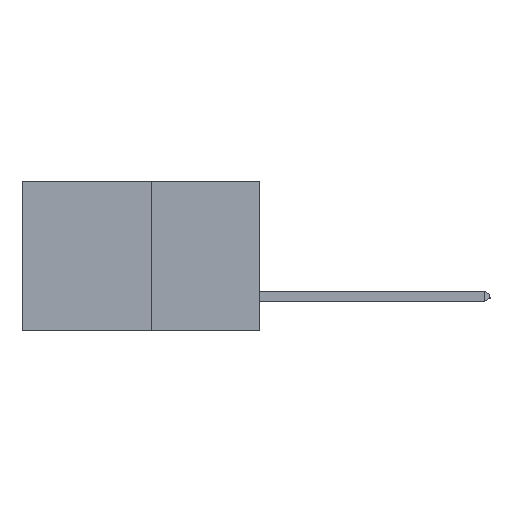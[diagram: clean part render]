
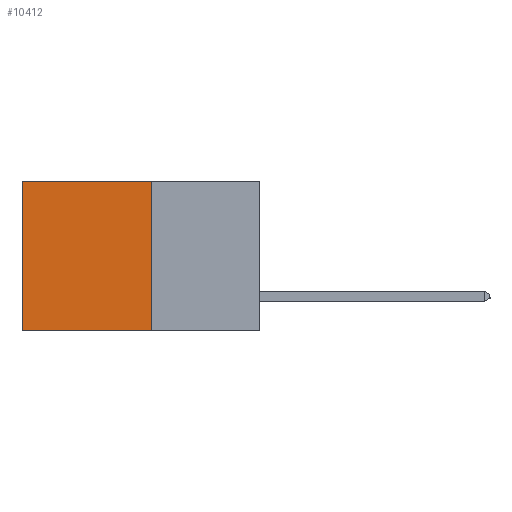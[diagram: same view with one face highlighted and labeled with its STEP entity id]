
A CAD part, left-side view. The second image highlights one B-rep face of the part: STEP entity #10412.
In plain terms, the highlighted planar face has unit normal (-1, 0, 0).
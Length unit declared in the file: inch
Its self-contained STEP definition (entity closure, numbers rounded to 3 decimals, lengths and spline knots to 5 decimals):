
#209 = FACE_OUTER_BOUND ( 'NONE', #12656, .T. ) ;
#781 = VECTOR ( 'NONE', #14191, 39.37008 ) ;
#933 = VERTEX_POINT ( 'NONE', #8858 ) ;
#1012 = CARTESIAN_POINT ( 'NONE',  ( 0.277, 0.27, -0.37 ) ) ;
#1365 = VECTOR ( 'NONE', #14894, 39.37008 ) ;
#1822 = CARTESIAN_POINT ( 'NONE',  ( 0.277, 0.27, -0.37 ) ) ;
#1903 = VECTOR ( 'NONE', #12016, 39.37008 ) ;
#4379 = ORIENTED_EDGE ( 'NONE', *, *, #9732, .T. ) ;
#4581 = VERTEX_POINT ( 'NONE', #14553 ) ;
#5370 = VERTEX_POINT ( 'NONE', #5533 ) ;
#5479 = EDGE_CURVE ( 'NONE', #9240, #5370, #14581, .T. ) ;
#5533 = CARTESIAN_POINT ( 'NONE',  ( 0.277, 0.59, -0.37 ) ) ;
#5917 = EDGE_CURVE ( 'NONE', #4581, #5370, #8371, .T. ) ;
#6353 = ORIENTED_EDGE ( 'NONE', *, *, #5479, .T. ) ;
#7032 = ORIENTED_EDGE ( 'NONE', *, *, #5917, .F. ) ;
#7592 = CARTESIAN_POINT ( 'NONE',  ( 0.277, 0.59, 0. ) ) ;
#7615 = DIRECTION ( 'NONE',  ( 0., 0., -1. ) ) ;
#7764 = CARTESIAN_POINT ( 'NONE',  ( 0.277, 0.27, -0.37 ) ) ;
#8371 = LINE ( 'NONE', #1012, #1903 ) ;
#8858 = CARTESIAN_POINT ( 'NONE',  ( 0.277, 0.27, 0. ) ) ;
#9240 = VERTEX_POINT ( 'NONE', #7592 ) ;
#9704 = VECTOR ( 'NONE', #7615, 39.37008 ) ;
#9732 = EDGE_CURVE ( 'NONE', #933, #9240, #9911, .T. ) ;
#9911 = LINE ( 'NONE', #14122, #781 ) ;
#9988 = DIRECTION ( 'NONE',  ( 0., 0., -1. ) ) ;
#10007 = DIRECTION ( 'NONE',  ( 1., 0., 0. ) ) ;
#10027 = PLANE ( 'NONE',  #13540 ) ;
#10412 = ADVANCED_FACE ( 'NONE', ( #209 ), #10027, .F. ) ;
#10811 = EDGE_CURVE ( 'NONE', #933, #4581, #12721, .T. ) ;
#12016 = DIRECTION ( 'NONE',  ( 0., 1., 0. ) ) ;
#12656 = EDGE_LOOP ( 'NONE', ( #6353, #7032, #14279, #4379 ) ) ;
#12721 = LINE ( 'NONE', #7764, #9704 ) ;
#13540 = AXIS2_PLACEMENT_3D ( 'NONE', #1822, #10007, #9988 ) ;
#14122 = CARTESIAN_POINT ( 'NONE',  ( 0.277, 0.27, 0. ) ) ;
#14191 = DIRECTION ( 'NONE',  ( 0., 1., 0. ) ) ;
#14279 = ORIENTED_EDGE ( 'NONE', *, *, #10811, .F. ) ;
#14306 = CARTESIAN_POINT ( 'NONE',  ( 0.277, 0.59, -0.37 ) ) ;
#14553 = CARTESIAN_POINT ( 'NONE',  ( 0.277, 0.27, -0.37 ) ) ;
#14581 = LINE ( 'NONE', #14306, #1365 ) ;
#14894 = DIRECTION ( 'NONE',  ( 0., 0., -1. ) ) ;
